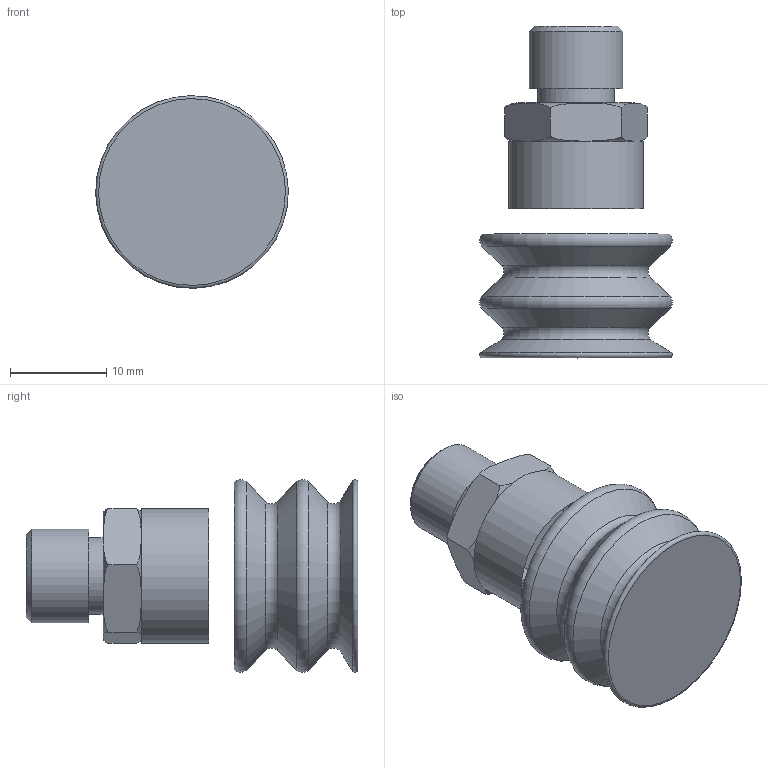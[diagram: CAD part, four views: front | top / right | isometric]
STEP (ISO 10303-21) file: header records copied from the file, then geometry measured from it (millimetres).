
FILE_DESCRIPTION(/* description */ (''),/* implementation_level */ '2;1');
FILE_NAME(/* name */ 'vf20pur_rac15r1-8m.stp',/* time_stamp */ '2020-09-22T10:54:54+02:00',/* author */ ('enginyeria'),/* organization */ (''),/* preprocessor_version */ 'ST-DEVELOPER v17.2',/* originating_system */ 'Autodesk Inventor 2019',/* authorisation */ '');
FILE_SCHEMA (('CONFIG_CONTROL_DESIGN'));
Length unit declared in the file: millimetre
Products named in the file (1): vf20pur_rac15r1-8m
Bounding box: 20.03 x 34.5 x 20.03 mm (x, y, z)
Volume: 5885.4 mm3; surface area: 2498.4 mm2
Topology: 1 solids, 1 shells, 30 faces, 90 edges, 65 vertices
Faces by surface type: plane 11, cone 8, torus 7, cylinder 4
Full cylindrical faces by diameter (mm): 3.5 x1, 8 x1, 9.73 x1, 14 x1
Entity records: 1427 total; most frequent: CARTESIAN_POINT 488, DIRECTION 194, ORIENTED_EDGE 178, EDGE_CURVE 89, AXIS2_PLACEMENT_3D 88, VERTEX_POINT 65, CIRCLE 57, EDGE_LOOP 34
